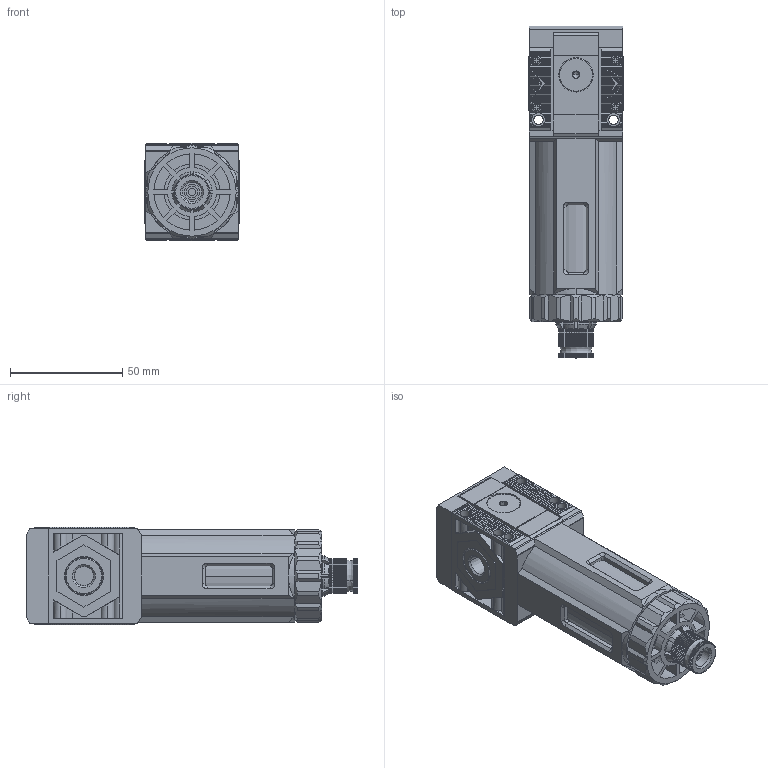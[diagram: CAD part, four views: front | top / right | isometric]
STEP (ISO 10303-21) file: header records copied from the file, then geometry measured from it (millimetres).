
FILE_DESCRIPTION (( 'STEP AP203' ), '1' );
FILE_NAME ('5U11F201.step', '2023-05-17T14:11:29', ( '' ), ( '' ), 'SwSTEP 2.0', 'SolidWorks 2021', '' );
FILE_SCHEMA (( 'CONFIG_CONTROL_DESIGN' ));
Length unit declared in the file: inch
Products named in the file (1): 5U11F201
Bounding box: 42.2 x 148 x 43.6 mm (x, y, z)
Volume: 131490.8 mm3; surface area: 65432 mm2
Topology: 14 solids, 14 shells, 1872 faces, 4914 edges, 3090 vertices
Faces by surface type: plane 1424, cylinder 286, cone 122, bspline 40
Entity records: 58433 total; most frequent: CARTESIAN_POINT 13091, ORIENTED_EDGE 9812, DIRECTION 8922, EDGE_CURVE 4906, LINE 3624, VECTOR 3624, VERTEX_POINT 3090, AXIS2_PLACEMENT_3D 2649
